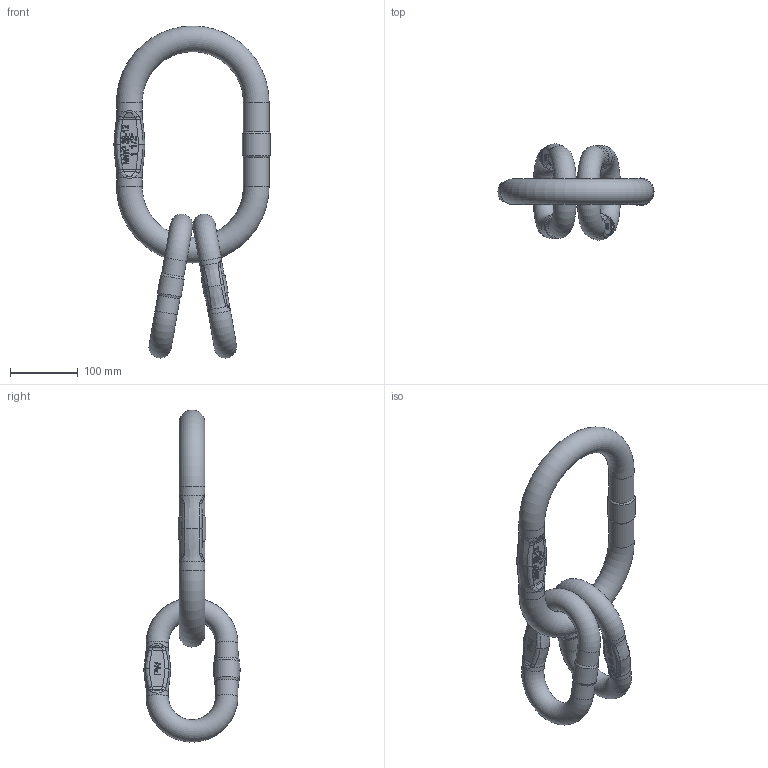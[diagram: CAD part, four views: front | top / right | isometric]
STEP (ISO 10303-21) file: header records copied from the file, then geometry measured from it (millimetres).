
FILE_DESCRIPTION(/* description */ (''),/* implementation_level */ '2;1');
FILE_NAME(/* name */ 'VLWP_4-16 Kundenmodell.stp',/* time_stamp */ '2022-08-25T17:14:00+02:00',/* author */ (''),/* organization */ (''),/* preprocessor_version */ 'ST-DEVELOPER v16',/* originating_system */ 'SIEMENS PLM Software NX 11.0',/* authorisation */ '');
FILE_SCHEMA (('AUTOMOTIVE_DESIGN { 1 0 10303 214 3 1 1 1 }'));
Length unit declared in the file: millimetre
Products named in the file (1): baf06442CD45u73
Bounding box: 231.25 x 142.55 x 491.68 mm (x, y, z)
Volume: 1794596 mm3; surface area: 203443.8 mm2
Topology: 3 solids, 3 shells, 501 faces, 1277 edges, 818 vertices
Faces by surface type: plane 247, extrusion 119, bspline 96, cylinder 27, torus 6, cone 6
Full cylindrical faces by diameter (mm): 33 x8, 35.475 x2, 38 x4, 40.9 x1
Entity records: 22228 total; most frequent: CARTESIAN_POINT 11830, ORIENTED_EDGE 2472, DIRECTION 1402, EDGE_CURVE 1236, VERTEX_POINT 804, B_SPLINE_CURVE_WITH_KNOTS 746, VECTOR 628, EDGE_LOOP 570
